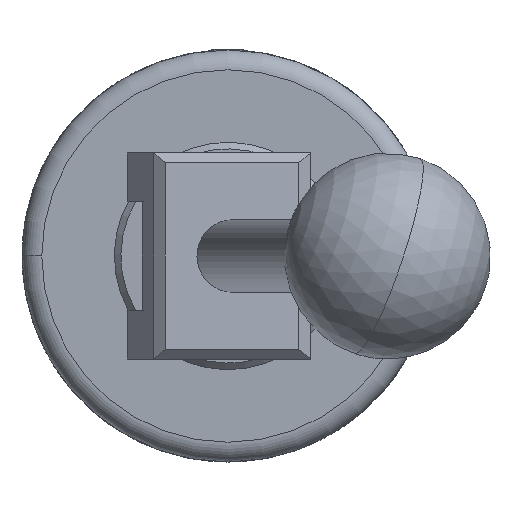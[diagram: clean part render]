
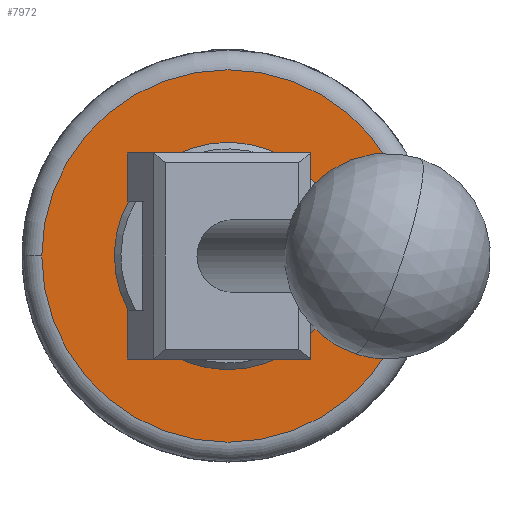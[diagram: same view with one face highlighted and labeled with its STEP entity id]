
A CAD part, front view. The second image highlights one B-rep face of the part: STEP entity #7972.
In plain terms, the highlighted planar face has unit normal (0, -1, 0).
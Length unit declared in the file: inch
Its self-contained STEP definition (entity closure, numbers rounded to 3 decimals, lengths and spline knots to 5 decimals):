
#207 = CIRCLE ( 'NONE', #9513, 1.13 ) ;
#437 = ORIENTED_EDGE ( 'NONE', *, *, #6488, .F. ) ;
#513 = EDGE_LOOP ( 'NONE', ( #1576, #10016 ) ) ;
#567 = DIRECTION ( 'NONE',  ( 1., 0., 0. ) ) ;
#702 = EDGE_CURVE ( 'NONE', #13430, #3837, #7284, .T. ) ;
#1049 = EDGE_CURVE ( 'NONE', #3837, #13430, #207, .T. ) ;
#1215 = AXIS2_PLACEMENT_3D ( 'NONE', #8717, #13356, #8648 ) ;
#1338 = CARTESIAN_POINT ( 'NONE',  ( 0.348, 0., 0. ) ) ;
#1409 = DIRECTION ( 'NONE',  ( 1., 0., 0. ) ) ;
#1576 = ORIENTED_EDGE ( 'NONE', *, *, #702, .T. ) ;
#2630 = AXIS2_PLACEMENT_3D ( 'NONE', #12207, #8709, #567 ) ;
#2692 = CIRCLE ( 'NONE', #1215, 0.348 ) ;
#2885 = DIRECTION ( 'NONE',  ( 0., -1., 0. ) ) ;
#3471 = ORIENTED_EDGE ( 'NONE', *, *, #4562, .F. ) ;
#3837 = VERTEX_POINT ( 'NONE', #14769 ) ;
#4562 = EDGE_CURVE ( 'NONE', #5393, #10117, #2692, .T. ) ;
#4980 = PLANE ( 'NONE',  #12025 ) ;
#5393 = VERTEX_POINT ( 'NONE', #5872 ) ;
#5698 = CIRCLE ( 'NONE', #7703, 0.348 ) ;
#5872 = CARTESIAN_POINT ( 'NONE',  ( -0.348, 0., 0. ) ) ;
#6144 = FACE_OUTER_BOUND ( 'NONE', #513, .T. ) ;
#6488 = EDGE_CURVE ( 'NONE', #10117, #5393, #5698, .T. ) ;
#7284 = CIRCLE ( 'NONE', #2630, 1.13 ) ;
#7703 = AXIS2_PLACEMENT_3D ( 'NONE', #13898, #11764, #1409 ) ;
#7900 = DIRECTION ( 'NONE',  ( 1., 0., 0. ) ) ;
#7972 = ADVANCED_FACE ( 'NONE', ( #6144, #10823 ), #4980, .T. ) ;
#8648 = DIRECTION ( 'NONE',  ( 1., 0., 0. ) ) ;
#8709 = DIRECTION ( 'NONE',  ( 0., -1., 0. ) ) ;
#8717 = CARTESIAN_POINT ( 'NONE',  ( 0., 0., 0. ) ) ;
#9513 = AXIS2_PLACEMENT_3D ( 'NONE', #13300, #2885, #11011 ) ;
#10016 = ORIENTED_EDGE ( 'NONE', *, *, #1049, .T. ) ;
#10117 = VERTEX_POINT ( 'NONE', #1338 ) ;
#10337 = CARTESIAN_POINT ( 'NONE',  ( 0., 0., -0.348 ) ) ;
#10823 = FACE_BOUND ( 'NONE', #14489, .T. ) ;
#11011 = DIRECTION ( 'NONE',  ( 1., 0., 0. ) ) ;
#11530 = CARTESIAN_POINT ( 'NONE',  ( 1.13, 0., 0. ) ) ;
#11764 = DIRECTION ( 'NONE',  ( 0., -1., 0. ) ) ;
#12025 = AXIS2_PLACEMENT_3D ( 'NONE', #10337, #13821, #7900 ) ;
#12207 = CARTESIAN_POINT ( 'NONE',  ( 0., 0., 0. ) ) ;
#13300 = CARTESIAN_POINT ( 'NONE',  ( 0., 0., 0. ) ) ;
#13356 = DIRECTION ( 'NONE',  ( 0., -1., 0. ) ) ;
#13430 = VERTEX_POINT ( 'NONE', #11530 ) ;
#13821 = DIRECTION ( 'NONE',  ( 0., -1., 0. ) ) ;
#13898 = CARTESIAN_POINT ( 'NONE',  ( 0., 0., 0. ) ) ;
#14489 = EDGE_LOOP ( 'NONE', ( #437, #3471 ) ) ;
#14769 = CARTESIAN_POINT ( 'NONE',  ( -1.13, 0., 0. ) ) ;
